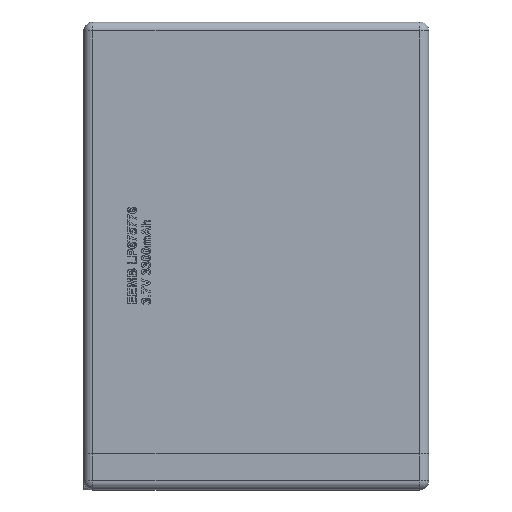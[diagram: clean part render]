
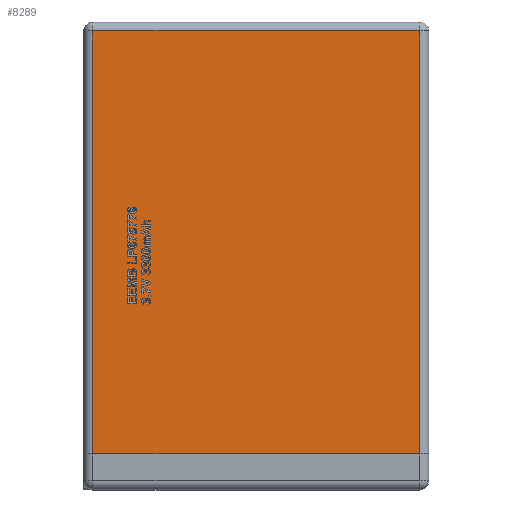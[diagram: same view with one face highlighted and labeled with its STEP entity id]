
A CAD part, top view. The second image highlights one B-rep face of the part: STEP entity #8289.
In plain terms, the highlighted planar face has unit normal (0, 0, 1).
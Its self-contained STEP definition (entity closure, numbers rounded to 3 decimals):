
#889=PLANE('',#8857);
#1092=LINE('',#10384,#1813);
#1100=LINE('',#10413,#1821);
#1103=LINE('',#10420,#1824);
#1106=LINE('',#10428,#1827);
#1813=VECTOR('',#9126,10.);
#1821=VECTOR('',#9160,10.);
#1824=VECTOR('',#9167,10.);
#1827=VECTOR('',#9176,10.);
#2562=FACE_OUTER_BOUND('',#3051,.T.);
#3051=EDGE_LOOP('',(#5751,#5752,#5753,#5754));
#3584=VERTEX_POINT('',#10372);
#3587=VERTEX_POINT('',#10382);
#3594=VERTEX_POINT('',#10404);
#3596=VERTEX_POINT('',#10416);
#4435=EDGE_CURVE('',#3587,#3584,#1092,.T.);
#4450=EDGE_CURVE('',#3584,#3594,#1100,.T.);
#4454=EDGE_CURVE('',#3594,#3596,#1103,.T.);
#4458=EDGE_CURVE('',#3587,#3596,#1106,.T.);
#5751=ORIENTED_EDGE('',*,*,#4454,.F.);
#5752=ORIENTED_EDGE('',*,*,#4450,.F.);
#5753=ORIENTED_EDGE('',*,*,#4435,.F.);
#5754=ORIENTED_EDGE('',*,*,#4458,.T.);
#8289=ADVANCED_FACE('',(#2562),#889,.T.);
#8857=AXIS2_PLACEMENT_3D('',#10427,#9174,#9175);
#9126=DIRECTION('',(0.,1.,0.));
#9160=DIRECTION('',(1.,0.,0.));
#9167=DIRECTION('',(0.,-1.,0.));
#9174=DIRECTION('center_axis',(0.,0.,1.));
#9175=DIRECTION('ref_axis',(1.,0.,0.));
#9176=DIRECTION('',(1.,0.,0.));
#10372=CARTESIAN_POINT('',(-27.25,37.5,6.9));
#10382=CARTESIAN_POINT('',(-27.25,-33.,6.9));
#10384=CARTESIAN_POINT('',(-27.25,21.,6.9));
#10404=CARTESIAN_POINT('',(27.25,37.5,6.9));
#10413=CARTESIAN_POINT('',(14.375,37.5,6.9));
#10416=CARTESIAN_POINT('',(27.25,-33.,6.9));
#10420=CARTESIAN_POINT('',(27.25,-15.,6.9));
#10427=CARTESIAN_POINT('Origin',(0.,3.,
6.9));
#10428=CARTESIAN_POINT('',(28.75,-33.,6.9));
